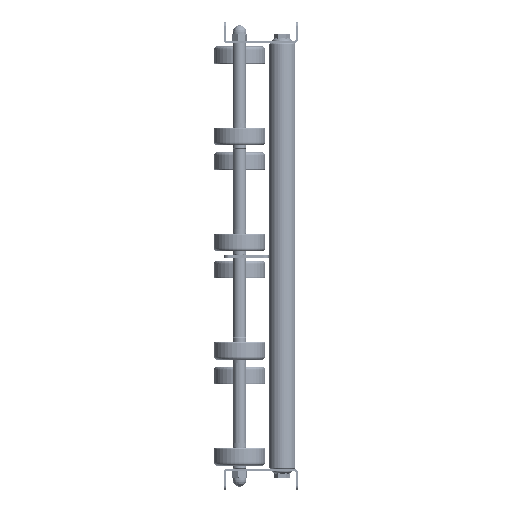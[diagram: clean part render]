
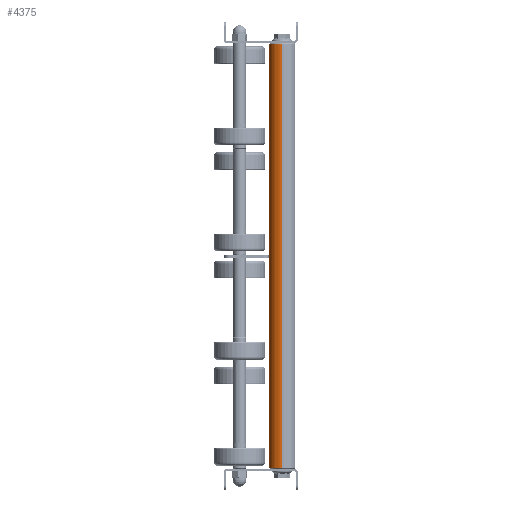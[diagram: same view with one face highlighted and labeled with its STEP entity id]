
A CAD part, left-side view. The second image highlights one B-rep face of the part: STEP entity #4375.
In plain terms, the highlighted cylindrical face has radius 12.5 mm (diameter 25 mm), a partial arc.
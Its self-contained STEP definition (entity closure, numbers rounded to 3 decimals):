
#1179 = DIRECTION ( 'NONE',  ( -1., 0., 0. ) ) ;
#1827 = AXIS2_PLACEMENT_3D ( 'NONE', #14559, #16350, #21706 ) ;
#2022 = VERTEX_POINT ( 'NONE', #10774 ) ;
#3240 = AXIS2_PLACEMENT_3D ( 'NONE', #15504, #1179, #6752 ) ;
#3310 = VECTOR ( 'NONE', #20104, 1000. ) ;
#3607 = EDGE_LOOP ( 'NONE', ( #12919, #9229, #5992, #3614 ) ) ;
#3614 = ORIENTED_EDGE ( 'NONE', *, *, #8322, .F. ) ;
#3642 = VERTEX_POINT ( 'NONE', #9938 ) ;
#4375 = ADVANCED_FACE ( 'NONE', ( #23335 ), #6990, .T. ) ;
#4587 = DIRECTION ( 'NONE',  ( 0., 0., 1. ) ) ;
#5992 = ORIENTED_EDGE ( 'NONE', *, *, #14604, .T. ) ;
#6262 = CARTESIAN_POINT ( 'NONE',  ( 400., 0., -12.5 ) ) ;
#6713 = CARTESIAN_POINT ( 'NONE',  ( 1., 0., 12.5 ) ) ;
#6752 = DIRECTION ( 'NONE',  ( 0., 0., -1. ) ) ;
#6906 = EDGE_CURVE ( 'NONE', #11117, #3642, #13520, .T. ) ;
#6990 = CYLINDRICAL_SURFACE ( 'NONE', #17165, 12.5 ) ;
#8322 = EDGE_CURVE ( 'NONE', #11117, #14193, #8699, .T. ) ;
#8699 = LINE ( 'NONE', #14280, #3310 ) ;
#9229 = ORIENTED_EDGE ( 'NONE', *, *, #13864, .T. ) ;
#9597 = LINE ( 'NONE', #6262, #12810 ) ;
#9938 = CARTESIAN_POINT ( 'NONE',  ( 399., 0., -12.5 ) ) ;
#10076 = DIRECTION ( 'NONE',  ( -1., 0., 0. ) ) ;
#10774 = CARTESIAN_POINT ( 'NONE',  ( 1., 0., -12.5 ) ) ;
#11117 = VERTEX_POINT ( 'NONE', #20304 ) ;
#11723 = CIRCLE ( 'NONE', #1827, 12.5 ) ;
#12810 = VECTOR ( 'NONE', #13324, 1000. ) ;
#12919 = ORIENTED_EDGE ( 'NONE', *, *, #6906, .T. ) ;
#13324 = DIRECTION ( 'NONE',  ( -1., 0., 0. ) ) ;
#13520 = CIRCLE ( 'NONE', #3240, 12.5 ) ;
#13864 = EDGE_CURVE ( 'NONE', #3642, #2022, #9597, .T. ) ;
#14193 = VERTEX_POINT ( 'NONE', #6713 ) ;
#14280 = CARTESIAN_POINT ( 'NONE',  ( 400., 0., 12.5 ) ) ;
#14559 = CARTESIAN_POINT ( 'NONE',  ( 1., 0., 0. ) ) ;
#14604 = EDGE_CURVE ( 'NONE', #2022, #14193, #11723, .T. ) ;
#15476 = CARTESIAN_POINT ( 'NONE',  ( 400., 0., 0. ) ) ;
#15504 = CARTESIAN_POINT ( 'NONE',  ( 399., 0., 0. ) ) ;
#16350 = DIRECTION ( 'NONE',  ( 1., 0., 0. ) ) ;
#17165 = AXIS2_PLACEMENT_3D ( 'NONE', #15476, #10076, #4587 ) ;
#20104 = DIRECTION ( 'NONE',  ( -1., 0., 0. ) ) ;
#20304 = CARTESIAN_POINT ( 'NONE',  ( 399., 0., 12.5 ) ) ;
#21706 = DIRECTION ( 'NONE',  ( 0., 0., -1. ) ) ;
#23335 = FACE_OUTER_BOUND ( 'NONE', #3607, .T. ) ;
